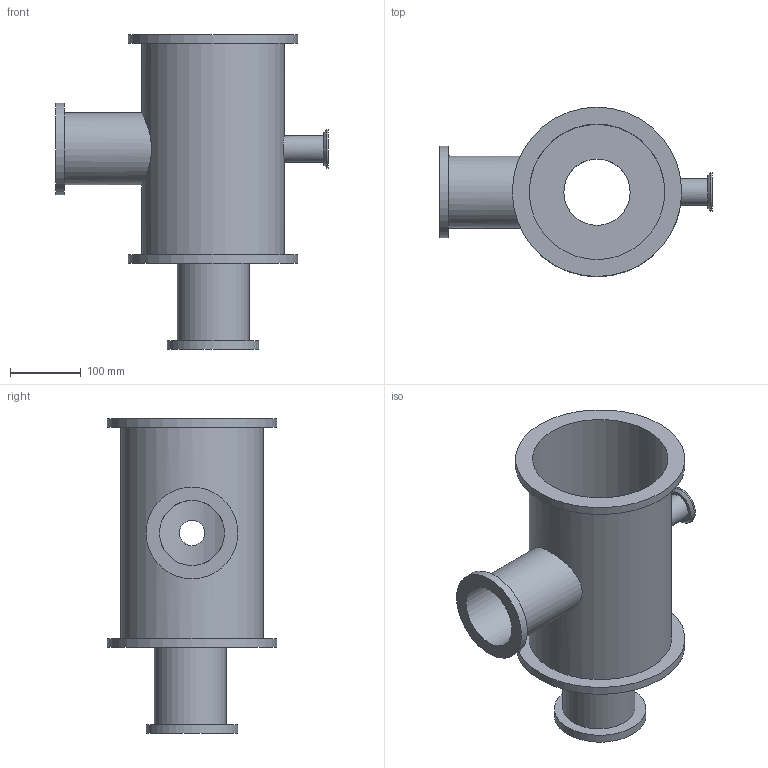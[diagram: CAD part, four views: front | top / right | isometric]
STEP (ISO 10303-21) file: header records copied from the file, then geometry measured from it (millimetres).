
FILE_DESCRIPTION(('Open CASCADE Model'),'2;1');
FILE_NAME('Open CASCADE Shape Model','2024-03-01T17:10:25',('Author'),( 'Open CASCADE'),'Open CASCADE STEP processor 7.7','Open CASCADE 7.7' ,'Unknown');
FILE_SCHEMA(('AUTOMOTIVE_DESIGN { 1 0 10303 214 1 1 1 1 }'));
Length unit declared in the file: millimetre
Products named in the file (1): Open CASCADE STEP translator 7.7 1
Bounding box: 386.25 x 240 x 445.7 mm (x, y, z)
Volume: 2016887.1 mm3; surface area: 681954.6 mm2
Topology: 1 solids, 1 shells, 27 faces, 54 edges, 36 vertices
Faces by surface type: plane 13, cylinder 13, cone 1
Full cylindrical faces by diameter (mm): 36 x1, 38 x1, 55 x1, 92 x1, 94 x1, 102 x2, 130 x2, 192 x1, 202 x1, 240 x2
Entity records: 9516 total; most frequent: CARTESIAN_POINT 8405, DIRECTION 195, ORIENTED_EDGE 108, PCURVE 108, DEFINITIONAL_REPRESENTATION 108, LINE 66, VECTOR 66, AXIS2_PLACEMENT_3D 54
